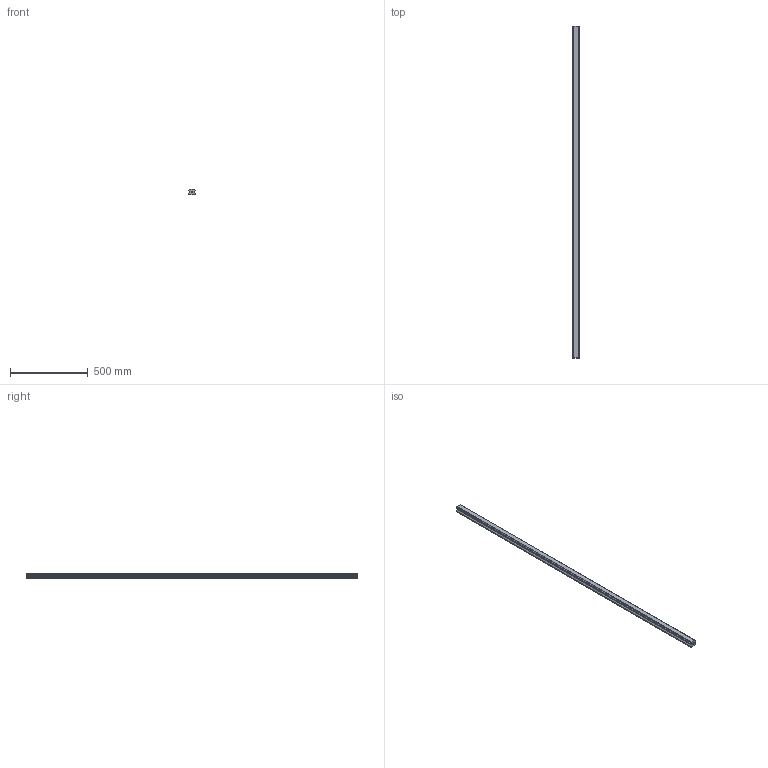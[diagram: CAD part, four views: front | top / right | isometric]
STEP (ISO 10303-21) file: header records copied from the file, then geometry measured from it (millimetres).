
FILE_DESCRIPTION(('STEP AP214'),'1');
FILE_NAME('cctmp_95286AC4-FEC1-43AD-95F0-E29589A89173_2021_02_01_10_14_50_0531..stp','2021-02-01T09:14:50',('HIWIN GmbH'),('CADClick - www.CADClick.com'),'Spatial InterOp 3D',' ','unknown authorization');
FILE_SCHEMA(('AUTOMOTIVE_DESIGN'));
Length unit declared in the file: millimetre
Products named in the file (1): HGR45T2140C_FILE
Bounding box: 45 x 2140 x 38 mm (x, y, z)
Volume: 2995578 mm3; surface area: 388923.1 mm2
Topology: 1 solids, 1 shells, 181 faces, 483 edges, 287 vertices
Faces by surface type: plane 93, cylinder 46, cone 42
Entity records: 6731 total; most frequent: CARTESIAN_POINT 910, DIRECTION 897, ORIENTED_EDGE 882, EDGE_CURVE 441, LINE 349, VECTOR 349, VERTEX_POINT 287, AXIS2_PLACEMENT_3D 274
